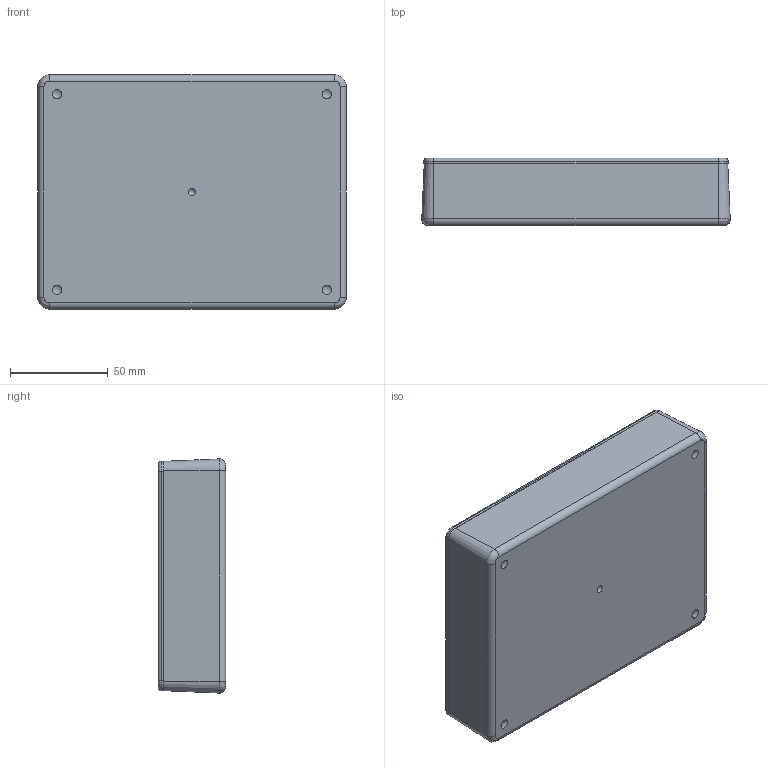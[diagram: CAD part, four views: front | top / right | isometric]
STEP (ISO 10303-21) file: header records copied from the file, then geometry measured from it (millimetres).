
FILE_DESCRIPTION(/* description */ (''),/* implementation_level */ '2;1');
FILE_NAME(/* name */ 'Lafleur_DC-45PMBYT_ASS''Y v7.step',/* time_stamp */ '2020-04-10T16:41:34-07:00',/* author */ (''),/* organization */ (''),/* preprocessor_version */ 'ST-DEVELOPER v18',/* originating_system */ 'Autodesk Translation Framework v8.12.0.6',/* authorisation */ '');
FILE_SCHEMA (('AUTOMOTIVE_DESIGN { 1 0 10303 214 3 1 1 }'));
Length unit declared in the file: inch
Products named in the file (4): Lafleur_DC-45PMBYT_ASS'Y; DC-46C_DC-46C-T; DC-45B_DC-45BPMBY; SCREWS-DC-BR
Assembly tree (6 placements, depth 2):
  Lafleur_DC-45PMBYT_ASS'Y
    DC-46C_DC-46C-T
    SCREWS-DC-BR  x4
    DC-45B_DC-45BPMBY
Bounding box: 157.85 x 34.47 x 119.88 mm (x, y, z)
Volume: 148018 mm3; surface area: 107729.8 mm2
Topology: 10 solids, 10 shells, 375 faces, 1014 edges, 708 vertices
Faces by surface type: plane 185, cylinder 120, cone 44, bspline 12, torus 8, sphere 6
Full cylindrical faces by diameter (mm): 2.261 x4, 2.845 x4, 3.048 x4, 3.251 x4, 4.496 x8, 4.724 x4, 5.004 x4, 6.096 x4, 6.35 x4, 6.375 x4, 7.366 x4, 9.525 x2, 12.7 x2
Entity records: 10190 total; most frequent: CARTESIAN_POINT 1901, DIRECTION 1851, ORIENTED_EDGE 1626, EDGE_CURVE 813, AXIS2_PLACEMENT_3D 751, VERTEX_POINT 573, CIRCLE 404, EDGE_LOOP 380
